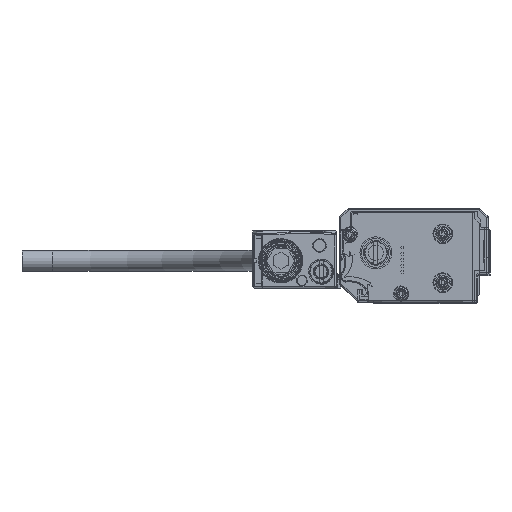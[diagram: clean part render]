
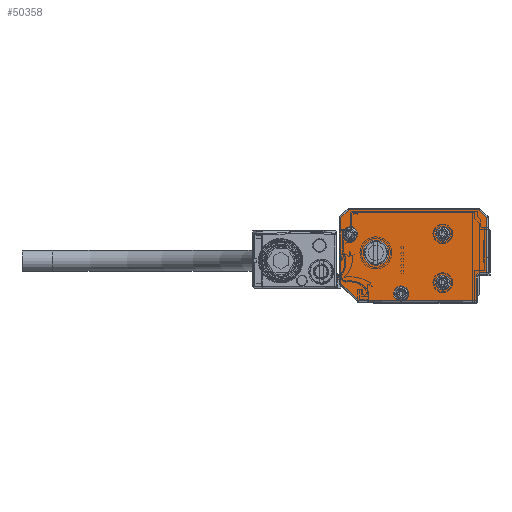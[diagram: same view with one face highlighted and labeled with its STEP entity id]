
A CAD part, left-side view. The second image highlights one B-rep face of the part: STEP entity #50358.
In plain terms, the highlighted planar face has unit normal (-1, 0, 0).
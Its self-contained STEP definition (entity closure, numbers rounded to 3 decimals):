
#50143=AXIS2_PLACEMENT_3D('Circle Axis2P3D',#50141,#50142,$) ;
#50171=AXIS2_PLACEMENT_3D('Circle Axis2P3D',#50169,#50170,$) ;
#50186=AXIS2_PLACEMENT_3D('Plane Axis2P3D',#50183,#50184,#50185) ;
#50190=AXIS2_PLACEMENT_3D('Circle Axis2P3D',#50188,#50189,$) ;
#50197=AXIS2_PLACEMENT_3D('Circle Axis2P3D',#50195,#50196,$) ;
#50204=AXIS2_PLACEMENT_3D('Circle Axis2P3D',#50202,#50203,$) ;
#50216=AXIS2_PLACEMENT_3D('Circle Axis2P3D',#50214,#50215,$) ;
#50288=AXIS2_PLACEMENT_3D('Circle Axis2P3D',#50286,#50287,$) ;
#50297=AXIS2_PLACEMENT_3D('Circle Axis2P3D',#50295,#50296,$) ;
#50306=AXIS2_PLACEMENT_3D('Circle Axis2P3D',#50304,#50305,$) ;
#50315=AXIS2_PLACEMENT_3D('Circle Axis2P3D',#50313,#50314,$) ;
#50324=AXIS2_PLACEMENT_3D('Circle Axis2P3D',#50322,#50323,$) ;
#50333=AXIS2_PLACEMENT_3D('Circle Axis2P3D',#50331,#50332,$) ;
#50342=AXIS2_PLACEMENT_3D('Circle Axis2P3D',#50340,#50341,$) ;
#50351=AXIS2_PLACEMENT_3D('Circle Axis2P3D',#50349,#50350,$) ;
#41435=CARTESIAN_POINT('Vertex',(-2573.,8.4,-1.)) ;
#41437=CARTESIAN_POINT('Vertex',(-2573.,7.,-1.)) ;
#41440=CARTESIAN_POINT('Line Origine',(-2573.,3.5,-1.)) ;
#41444=CARTESIAN_POINT('Vertex',(-2573.,21.793,-1.)) ;
#41456=CARTESIAN_POINT('Vertex',(-2573.,-17.,-1.)) ;
#41459=CARTESIAN_POINT('Line Origine',(-2573.,3.5,-1.)) ;
#50141=CARTESIAN_POINT('Axis2P3D Location',(-2573.,7.7,1.4)) ;
#50145=CARTESIAN_POINT('Vertex',(-2573.,5.2,1.4)) ;
#50166=CARTESIAN_POINT('Vertex',(-2573.,9.894,0.201)) ;
#50169=CARTESIAN_POINT('Axis2P3D Location',(-2573.,7.7,1.4)) ;
#50183=CARTESIAN_POINT('Axis2P3D Location',(-2573.,-21.5,13.5)) ;
#50188=CARTESIAN_POINT('Axis2P3D Location',(-2573.,7.7,1.4)) ;
#50192=CARTESIAN_POINT('Vertex',(-2573.,10.2,1.4)) ;
#50195=CARTESIAN_POINT('Axis2P3D Location',(-2573.,7.7,1.4)) ;
#50199=CARTESIAN_POINT('Vertex',(-2573.,5.506,2.599)) ;
#50202=CARTESIAN_POINT('Axis2P3D Location',(-2573.,7.7,1.4)) ;
#50207=CARTESIAN_POINT('Line Origine',(-2573.,-17.,3.1)) ;
#50211=CARTESIAN_POINT('Vertex',(-2573.,-17.,7.2)) ;
#50214=CARTESIAN_POINT('Axis2P3D Location',(-2573.,-18.,7.2)) ;
#50218=CARTESIAN_POINT('Vertex',(-2573.,-18.,8.2)) ;
#50221=CARTESIAN_POINT('Line Origine',(-2573.,-19.25,8.2)) ;
#50225=CARTESIAN_POINT('Vertex',(-2573.,-20.5,8.2)) ;
#50228=CARTESIAN_POINT('Line Origine',(-2573.,-20.5,17.246)) ;
#50232=CARTESIAN_POINT('Vertex',(-2573.,-20.5,26.293)) ;
#50235=CARTESIAN_POINT('Line Origine',(-2573.,-19.146,27.646)) ;
#50239=CARTESIAN_POINT('Vertex',(-2573.,-17.793,29.)) ;
#50242=CARTESIAN_POINT('Line Origine',(-2573.,3.5,29.)) ;
#50246=CARTESIAN_POINT('Vertex',(-2573.,24.793,29.)) ;
#50249=CARTESIAN_POINT('Line Origine',(-2573.,26.146,27.646)) ;
#50253=CARTESIAN_POINT('Vertex',(-2573.,27.5,26.293)) ;
#50256=CARTESIAN_POINT('Line Origine',(-2573.,27.5,15.5)) ;
#50260=CARTESIAN_POINT('Vertex',(-2573.,27.5,4.707)) ;
#50263=CARTESIAN_POINT('Line Origine',(-2573.,24.646,1.854)) ;
#50286=CARTESIAN_POINT('Axis2P3D Location',(-2573.,-6.,5.)) ;
#50290=CARTESIAN_POINT('Vertex',(-2573.,-3.806,3.801)) ;
#50292=CARTESIAN_POINT('Vertex',(-2573.,-8.194,6.199)) ;
#50295=CARTESIAN_POINT('Axis2P3D Location',(-2573.,-6.,5.)) ;
#50304=CARTESIAN_POINT('Axis2P3D Location',(-2573.,16.,14.8)) ;
#50308=CARTESIAN_POINT('Vertex',(-2573.,11.85,14.8)) ;
#50310=CARTESIAN_POINT('Vertex',(-2573.,20.15,14.8)) ;
#50313=CARTESIAN_POINT('Axis2P3D Location',(-2573.,16.,14.8)) ;
#50322=CARTESIAN_POINT('Axis2P3D Location',(-2573.,-6.,21.)) ;
#50326=CARTESIAN_POINT('Vertex',(-2573.,-8.194,22.199)) ;
#50328=CARTESIAN_POINT('Vertex',(-2573.,-3.806,19.801)) ;
#50331=CARTESIAN_POINT('Axis2P3D Location',(-2573.,-6.,21.)) ;
#50340=CARTESIAN_POINT('Axis2P3D Location',(-2573.,24.5,20.9)) ;
#50344=CARTESIAN_POINT('Vertex',(-2573.,22.306,22.099)) ;
#50346=CARTESIAN_POINT('Vertex',(-2573.,26.694,19.701)) ;
#50349=CARTESIAN_POINT('Axis2P3D Location',(-2573.,24.5,20.9)) ;
#41441=DIRECTION('Vector Direction',(0.,1.,0.)) ;
#41460=DIRECTION('Vector Direction',(0.,1.,0.)) ;
#50142=DIRECTION('Axis2P3D Direction',(-1.,0.,0.)) ;
#50170=DIRECTION('Axis2P3D Direction',(-1.,0.,0.)) ;
#50184=DIRECTION('Axis2P3D Direction',(1.,0.,0.)) ;
#50185=DIRECTION('Axis2P3D XDirection',(0.,1.,0.)) ;
#50189=DIRECTION('Axis2P3D Direction',(1.,0.,0.)) ;
#50196=DIRECTION('Axis2P3D Direction',(1.,0.,0.)) ;
#50203=DIRECTION('Axis2P3D Direction',(1.,0.,0.)) ;
#50208=DIRECTION('Vector Direction',(0.,0.,1.)) ;
#50215=DIRECTION('Axis2P3D Direction',(1.,0.,0.)) ;
#50222=DIRECTION('Vector Direction',(0.,-1.,0.)) ;
#50229=DIRECTION('Vector Direction',(0.,0.,1.)) ;
#50236=DIRECTION('Vector Direction',(0.,-0.707,-0.707)) ;
#50243=DIRECTION('Vector Direction',(0.,1.,0.)) ;
#50250=DIRECTION('Vector Direction',(0.,0.707,-0.707)) ;
#50257=DIRECTION('Vector Direction',(0.,0.,-1.)) ;
#50264=DIRECTION('Vector Direction',(0.,-0.707,-0.707)) ;
#50287=DIRECTION('Axis2P3D Direction',(1.,0.,0.)) ;
#50296=DIRECTION('Axis2P3D Direction',(1.,0.,0.)) ;
#50305=DIRECTION('Axis2P3D Direction',(1.,0.,0.)) ;
#50314=DIRECTION('Axis2P3D Direction',(1.,0.,0.)) ;
#50323=DIRECTION('Axis2P3D Direction',(1.,0.,0.)) ;
#50332=DIRECTION('Axis2P3D Direction',(1.,0.,0.)) ;
#50341=DIRECTION('Axis2P3D Direction',(1.,0.,0.)) ;
#50350=DIRECTION('Axis2P3D Direction',(1.,0.,0.)) ;
#41442=VECTOR('Line Direction',#41441,1.) ;
#41461=VECTOR('Line Direction',#41460,1.) ;
#50209=VECTOR('Line Direction',#50208,1.) ;
#50223=VECTOR('Line Direction',#50222,1.) ;
#50230=VECTOR('Line Direction',#50229,1.) ;
#50237=VECTOR('Line Direction',#50236,1.) ;
#50244=VECTOR('Line Direction',#50243,1.) ;
#50251=VECTOR('Line Direction',#50250,1.) ;
#50258=VECTOR('Line Direction',#50257,1.) ;
#50265=VECTOR('Line Direction',#50264,1.) ;
#50269=ORIENTED_EDGE('',*,*,#50173,.T.) ;
#50270=ORIENTED_EDGE('',*,*,#50194,.T.) ;
#50271=ORIENTED_EDGE('',*,*,#50201,.T.) ;
#50272=ORIENTED_EDGE('',*,*,#50206,.T.) ;
#50273=ORIENTED_EDGE('',*,*,#50147,.T.) ;
#50274=ORIENTED_EDGE('',*,*,#41463,.F.) ;
#50275=ORIENTED_EDGE('',*,*,#50213,.F.) ;
#50276=ORIENTED_EDGE('',*,*,#50220,.F.) ;
#50277=ORIENTED_EDGE('',*,*,#50227,.F.) ;
#50278=ORIENTED_EDGE('',*,*,#50234,.F.) ;
#50279=ORIENTED_EDGE('',*,*,#50241,.F.) ;
#50280=ORIENTED_EDGE('',*,*,#50248,.F.) ;
#50281=ORIENTED_EDGE('',*,*,#50255,.F.) ;
#50282=ORIENTED_EDGE('',*,*,#50262,.F.) ;
#50283=ORIENTED_EDGE('',*,*,#50267,.F.) ;
#50284=ORIENTED_EDGE('',*,*,#41446,.F.) ;
#50301=ORIENTED_EDGE('',*,*,#50294,.T.) ;
#50302=ORIENTED_EDGE('',*,*,#50299,.T.) ;
#50319=ORIENTED_EDGE('',*,*,#50312,.T.) ;
#50320=ORIENTED_EDGE('',*,*,#50317,.T.) ;
#50337=ORIENTED_EDGE('',*,*,#50330,.T.) ;
#50338=ORIENTED_EDGE('',*,*,#50335,.T.) ;
#50355=ORIENTED_EDGE('',*,*,#50348,.T.) ;
#50356=ORIENTED_EDGE('',*,*,#50353,.T.) ;
#50303=FACE_BOUND('',#50300,.T.) ;
#50321=FACE_BOUND('',#50318,.T.) ;
#50339=FACE_BOUND('',#50336,.T.) ;
#50357=FACE_BOUND('',#50354,.T.) ;
#50358=ADVANCED_FACE('\X2\FF8AFF9FFF70FF82\X0\ \X2\FF8EFF9EFF83FF9EFF68FF70\X0\',(#50285,#50303,#50321,#50339,#50357),#50187,.F.) ;
#50144=CIRCLE('generated circle',#50143,2.5) ;
#50172=CIRCLE('generated circle',#50171,2.5) ;
#50191=CIRCLE('generated circle',#50190,2.5) ;
#50198=CIRCLE('generated circle',#50197,2.5) ;
#50205=CIRCLE('generated circle',#50204,2.5) ;
#50217=CIRCLE('generated circle',#50216,1.) ;
#50289=CIRCLE('generated circle',#50288,2.5) ;
#50298=CIRCLE('generated circle',#50297,2.5) ;
#50307=CIRCLE('generated circle',#50306,4.15) ;
#50316=CIRCLE('generated circle',#50315,4.15) ;
#50325=CIRCLE('generated circle',#50324,2.5) ;
#50334=CIRCLE('generated circle',#50333,2.5) ;
#50343=CIRCLE('generated circle',#50342,2.5) ;
#50352=CIRCLE('generated circle',#50351,2.5) ;
#41446=EDGE_CURVE('',#41436,#41445,#41443,.T.) ;
#41463=EDGE_CURVE('',#41457,#41438,#41462,.T.) ;
#50147=EDGE_CURVE('',#50146,#41438,#50144,.F.) ;
#50173=EDGE_CURVE('',#41436,#50167,#50172,.F.) ;
#50194=EDGE_CURVE('',#50167,#50193,#50191,.T.) ;
#50201=EDGE_CURVE('',#50193,#50200,#50198,.T.) ;
#50206=EDGE_CURVE('',#50200,#50146,#50205,.T.) ;
#50213=EDGE_CURVE('',#50212,#41457,#50210,.F.) ;
#50220=EDGE_CURVE('',#50219,#50212,#50217,.F.) ;
#50227=EDGE_CURVE('',#50226,#50219,#50224,.F.) ;
#50234=EDGE_CURVE('',#50233,#50226,#50231,.F.) ;
#50241=EDGE_CURVE('',#50240,#50233,#50238,.T.) ;
#50248=EDGE_CURVE('',#50247,#50240,#50245,.F.) ;
#50255=EDGE_CURVE('',#50254,#50247,#50252,.F.) ;
#50262=EDGE_CURVE('',#50261,#50254,#50259,.F.) ;
#50267=EDGE_CURVE('',#41445,#50261,#50266,.F.) ;
#50294=EDGE_CURVE('',#50291,#50293,#50289,.T.) ;
#50299=EDGE_CURVE('',#50293,#50291,#50298,.T.) ;
#50312=EDGE_CURVE('',#50309,#50311,#50307,.T.) ;
#50317=EDGE_CURVE('',#50311,#50309,#50316,.T.) ;
#50330=EDGE_CURVE('',#50327,#50329,#50325,.T.) ;
#50335=EDGE_CURVE('',#50329,#50327,#50334,.T.) ;
#50348=EDGE_CURVE('',#50345,#50347,#50343,.T.) ;
#50353=EDGE_CURVE('',#50347,#50345,#50352,.T.) ;
#50268=EDGE_LOOP('',(#50269,#50270,#50271,#50272,#50273,#50274,#50275,#50276,#50277,#50278,#50279,#50280,#50281,#50282,#50283,#50284)) ;
#50300=EDGE_LOOP('',(#50301,#50302)) ;
#50318=EDGE_LOOP('',(#50319,#50320)) ;
#50336=EDGE_LOOP('',(#50337,#50338)) ;
#50354=EDGE_LOOP('',(#50355,#50356)) ;
#50285=FACE_OUTER_BOUND('',#50268,.T.) ;
#41443=LINE('Line',#41440,#41442) ;
#41462=LINE('Line',#41459,#41461) ;
#50210=LINE('Line',#50207,#50209) ;
#50224=LINE('Line',#50221,#50223) ;
#50231=LINE('Line',#50228,#50230) ;
#50238=LINE('Line',#50235,#50237) ;
#50245=LINE('Line',#50242,#50244) ;
#50252=LINE('Line',#50249,#50251) ;
#50259=LINE('Line',#50256,#50258) ;
#50266=LINE('Line',#50263,#50265) ;
#50187=PLANE('Plane',#50186) ;
#41436=VERTEX_POINT('',#41435) ;
#41438=VERTEX_POINT('',#41437) ;
#41445=VERTEX_POINT('',#41444) ;
#41457=VERTEX_POINT('',#41456) ;
#50146=VERTEX_POINT('',#50145) ;
#50167=VERTEX_POINT('',#50166) ;
#50193=VERTEX_POINT('',#50192) ;
#50200=VERTEX_POINT('',#50199) ;
#50212=VERTEX_POINT('',#50211) ;
#50219=VERTEX_POINT('',#50218) ;
#50226=VERTEX_POINT('',#50225) ;
#50233=VERTEX_POINT('',#50232) ;
#50240=VERTEX_POINT('',#50239) ;
#50247=VERTEX_POINT('',#50246) ;
#50254=VERTEX_POINT('',#50253) ;
#50261=VERTEX_POINT('',#50260) ;
#50291=VERTEX_POINT('',#50290) ;
#50293=VERTEX_POINT('',#50292) ;
#50309=VERTEX_POINT('',#50308) ;
#50311=VERTEX_POINT('',#50310) ;
#50327=VERTEX_POINT('',#50326) ;
#50329=VERTEX_POINT('',#50328) ;
#50345=VERTEX_POINT('',#50344) ;
#50347=VERTEX_POINT('',#50346) ;
